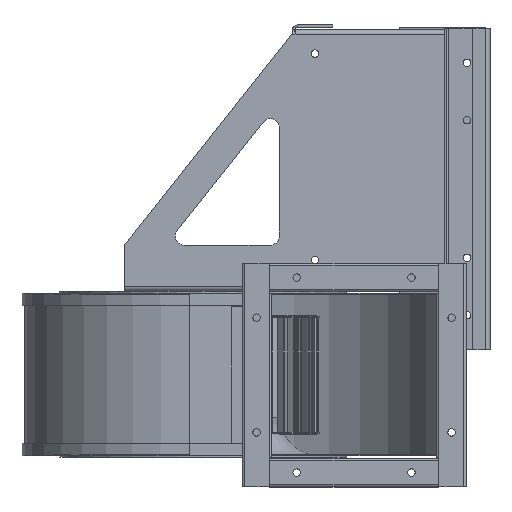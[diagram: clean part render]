
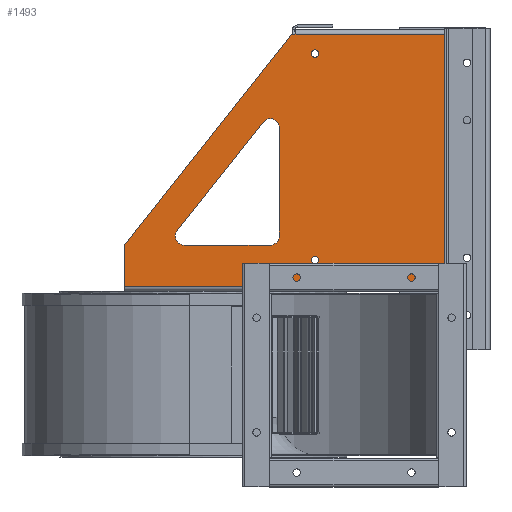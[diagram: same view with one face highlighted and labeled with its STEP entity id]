
A CAD part, left-side view. The second image highlights one B-rep face of the part: STEP entity #1493.
In plain terms, the highlighted planar face has unit normal (-1, 0, 0).
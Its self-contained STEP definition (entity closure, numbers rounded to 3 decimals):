
#1493=ADVANCED_FACE('',(#20395,#20397,#20399,#20401),#20403,.T.);
#20395=FACE_BOUND('',#20396,.T.);
#20396=EDGE_LOOP('',(#35519,#35520,#35521,#35522,#35523,#35524));
#20397=FACE_BOUND('',#20398,.T.);
#20398=EDGE_LOOP('',(#35525,#35526,#35527,#35528,#35529,#35530));
#20399=FACE_BOUND('',#20400,.T.);
#20400=EDGE_LOOP('',(#35531));
#20401=FACE_BOUND('',#20402,.T.);
#20402=EDGE_LOOP('',(#35532));
#20403=PLANE('',#20404);
#20404=AXIS2_PLACEMENT_3D('',#20405,#20406,#20407);
#20405=CARTESIAN_POINT('',(-102.,-88.5,117.));
#20406=DIRECTION('',(-1.,0.,0.));
#20407=DIRECTION('',(0.,0.,1.));
#35519=ORIENTED_EDGE('',*,*,#48332,.F.);
#35520=ORIENTED_EDGE('',*,*,#48333,.F.);
#35521=ORIENTED_EDGE('',*,*,#48334,.T.);
#35522=ORIENTED_EDGE('',*,*,#48335,.T.);
#35523=ORIENTED_EDGE('',*,*,#48336,.T.);
#35524=ORIENTED_EDGE('',*,*,#48232,.T.);
#35525=ORIENTED_EDGE('',*,*,#48337,.T.);
#35526=ORIENTED_EDGE('',*,*,#48338,.T.);
#35527=ORIENTED_EDGE('',*,*,#48339,.T.);
#35528=ORIENTED_EDGE('',*,*,#48340,.T.);
#35529=ORIENTED_EDGE('',*,*,#48341,.T.);
#35530=ORIENTED_EDGE('',*,*,#48342,.T.);
#35531=ORIENTED_EDGE('',*,*,#48343,.T.);
#35532=ORIENTED_EDGE('',*,*,#48344,.T.);
#48232=EDGE_CURVE('',#55033,#55031,#55034,.T.);
#48332=EDGE_CURVE('',#55207,#55031,#55208,.T.);
#48333=EDGE_CURVE('',#55209,#55207,#55210,.T.);
#48334=EDGE_CURVE('',#55209,#55211,#55212,.T.);
#48335=EDGE_CURVE('',#55211,#55213,#55214,.T.);
#48336=EDGE_CURVE('',#55213,#55033,#55215,.T.);
#48337=EDGE_CURVE('',#55216,#55217,#55218,.F.);
#48338=EDGE_CURVE('',#55217,#55219,#55220,.F.);
#48339=EDGE_CURVE('',#55219,#55221,#55222,.F.);
#48340=EDGE_CURVE('',#55221,#55223,#55224,.F.);
#48341=EDGE_CURVE('',#55223,#55225,#55226,.F.);
#48342=EDGE_CURVE('',#55225,#55216,#55227,.F.);
#48343=EDGE_CURVE('',#55228,#55228,#55229,.T.);
#48344=EDGE_CURVE('',#55230,#55230,#55231,.T.);
#55031=VERTEX_POINT('',#66536);
#55033=VERTEX_POINT('',#66540);
#55034=LINE('',#66541,#66542);
#55207=VERTEX_POINT('',#66955);
#55208=LINE('',#66956,#66957);
#55209=VERTEX_POINT('',#66959);
#55210=LINE('',#66960,#66961);
#55211=VERTEX_POINT('',#66963);
#55212=LINE('',#66964,#66965);
#55213=VERTEX_POINT('',#66967);
#55214=LINE('',#66968,#66969);
#55215=LINE('',#66971,#66972);
#55216=VERTEX_POINT('',#66974);
#55217=VERTEX_POINT('',#66975);
#55218=CIRCLE('',#66976,8.);
#55219=VERTEX_POINT('',#66980);
#55220=LINE('',#66981,#66982);
#55221=VERTEX_POINT('',#66984);
#55222=CIRCLE('',#66985,8.);
#55223=VERTEX_POINT('',#66989);
#55224=LINE('',#66990,#66991);
#55225=VERTEX_POINT('',#66993);
#55226=CIRCLE('',#66994,8.);
#55227=LINE('',#66998,#66999);
#55228=VERTEX_POINT('',#67001);
#55229=CIRCLE('',#67002,3.25);
#55230=VERTEX_POINT('',#67006);
#55231=CIRCLE('',#67007,3.25);
#66536=CARTESIAN_POINT('',(-102.,-214.,6.));
#66540=CARTESIAN_POINT('',(-102.,69.,6.));
#66541=CARTESIAN_POINT('',(-102.,69.,6.));
#66542=VECTOR('',#66543,1.);
#66543=DIRECTION('',(0.,-1.,0.));
#66955=CARTESIAN_POINT('',(-102.,-214.,226.));
#66956=CARTESIAN_POINT('',(-102.,-214.,226.));
#66957=VECTOR('',#66958,1.);
#66958=DIRECTION('',(0.,0.,-1.));
#66959=CARTESIAN_POINT('',(-102.,-80.,226.));
#66960=CARTESIAN_POINT('',(-102.,-80.,226.));
#66961=VECTOR('',#66962,1.);
#66962=DIRECTION('',(0.,-1.,0.));
#66963=CARTESIAN_POINT('',(-102.,-77.,226.));
#66964=CARTESIAN_POINT('',(-102.,-80.,226.));
#66965=VECTOR('',#66966,1.);
#66966=DIRECTION('',(0.,1.,0.));
#66967=CARTESIAN_POINT('',(-102.,69.,42.));
#66968=CARTESIAN_POINT('',(-102.,-77.,226.));
#66969=VECTOR('',#66970,1.);
#66970=DIRECTION('',(0.,0.622,-0.783));
#66971=CARTESIAN_POINT('',(-102.,69.,42.));
#66972=VECTOR('',#66973,1.);
#66973=DIRECTION('',(0.,0.,-1.));
#66974=CARTESIAN_POINT('',(-102.,-66.391,50.));
#66975=CARTESIAN_POINT('',(-102.,-58.391,42.));
#66976=AXIS2_PLACEMENT_3D('',#66977,#66978,#66979);
#66977=CARTESIAN_POINT('',(-102.,-58.391,50.));
#66978=DIRECTION('',(-1.,0.,0.));
#66979=DIRECTION('',(0.,0.,-1.));
#66980=CARTESIAN_POINT('',(-102.,16.44,42.));
#66981=CARTESIAN_POINT('',(-102.,16.44,42.));
#66982=VECTOR('',#66983,1.);
#66983=DIRECTION('',(0.,-1.,0.));
#66984=CARTESIAN_POINT('',(-102.,22.707,54.972));
#66985=AXIS2_PLACEMENT_3D('',#66986,#66987,#66988);
#66986=CARTESIAN_POINT('',(-102.,16.44,50.));
#66987=DIRECTION('',(-1.,0.,0.));
#66988=DIRECTION('',(0.,0.783,0.622));
#66989=CARTESIAN_POINT('',(-102.,-52.124,149.279));
#66990=CARTESIAN_POINT('',(-102.,-52.124,149.279));
#66991=VECTOR('',#66992,1.);
#66992=DIRECTION('',(0.,0.622,-0.783));
#66993=CARTESIAN_POINT('',(-102.,-66.391,144.307));
#66994=AXIS2_PLACEMENT_3D('',#66995,#66996,#66997);
#66995=CARTESIAN_POINT('',(-102.,-58.391,144.307));
#66996=DIRECTION('',(-1.,0.,0.));
#66997=DIRECTION('',(0.,-1.,0.));
#66998=CARTESIAN_POINT('',(-102.,-66.391,50.));
#66999=VECTOR('',#67000,1.);
#67000=DIRECTION('',(0.,0.,1.));
#67001=CARTESIAN_POINT('',(-102.,-97.5,25.75));
#67002=AXIS2_PLACEMENT_3D('',#67003,#67004,#67005);
#67003=CARTESIAN_POINT('',(-102.,-97.5,29.));
#67004=DIRECTION('',(1.,0.,0.));
#67005=DIRECTION('',(0.,0.,-1.));
#67006=CARTESIAN_POINT('',(-102.,-97.5,205.75));
#67007=AXIS2_PLACEMENT_3D('',#67008,#67009,#67010);
#67008=CARTESIAN_POINT('',(-102.,-97.5,209.));
#67009=DIRECTION('',(1.,0.,0.));
#67010=DIRECTION('',(0.,0.,-1.));
